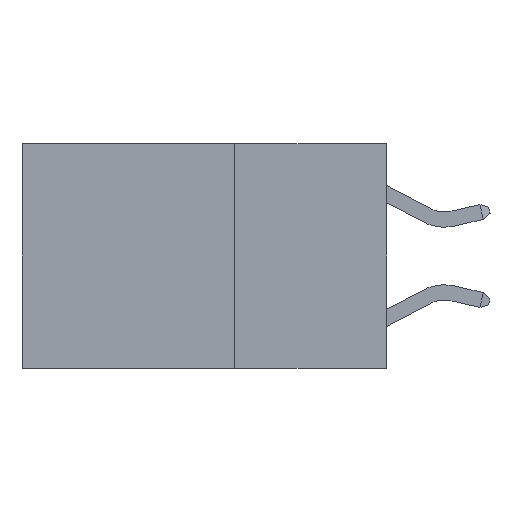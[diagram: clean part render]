
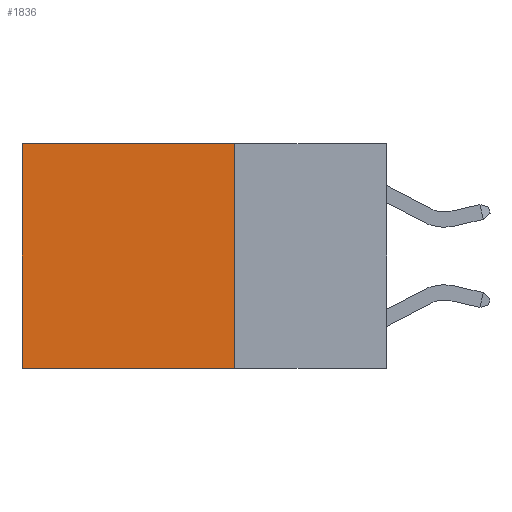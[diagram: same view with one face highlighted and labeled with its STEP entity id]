
A CAD part, left-side view. The second image highlights one B-rep face of the part: STEP entity #1836.
In plain terms, the highlighted planar face has unit normal (-1, 0, 0).
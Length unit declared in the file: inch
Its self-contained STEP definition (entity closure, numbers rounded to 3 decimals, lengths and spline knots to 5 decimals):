
#327 = DIRECTION ( 'NONE',  ( 0., 0., -1. ) ) ;
#453 = LINE ( 'NONE', #3850, #2722 ) ;
#580 = EDGE_CURVE ( 'NONE', #6700, #9104, #9202, .T. ) ;
#614 = EDGE_CURVE ( 'NONE', #9013, #9104, #2928, .T. ) ;
#830 = CARTESIAN_POINT ( 'NONE',  ( 0.2625, 0.25, 0. ) ) ;
#952 = ORIENTED_EDGE ( 'NONE', *, *, #580, .F. ) ;
#1552 = FACE_OUTER_BOUND ( 'NONE', #9146, .T. ) ;
#1836 = ADVANCED_FACE ( 'NONE', ( #1552 ), #4965, .F. ) ;
#2380 = CARTESIAN_POINT ( 'NONE',  ( 0.2625, 0.6, 0. ) ) ;
#2618 = EDGE_CURVE ( 'NONE', #3348, #9013, #453, .T. ) ;
#2722 = VECTOR ( 'NONE', #8371, 39.37008 ) ;
#2928 = LINE ( 'NONE', #2380, #4661 ) ;
#3222 = CARTESIAN_POINT ( 'NONE',  ( 0.2625, 0.25, -0.37 ) ) ;
#3348 = VERTEX_POINT ( 'NONE', #830 ) ;
#3850 = CARTESIAN_POINT ( 'NONE',  ( 0.2625, 0.25, 0. ) ) ;
#4229 = CARTESIAN_POINT ( 'NONE',  ( 0.2625, 0.25, 0. ) ) ;
#4661 = VECTOR ( 'NONE', #4842, 39.37008 ) ;
#4842 = DIRECTION ( 'NONE',  ( 0., 0., -1. ) ) ;
#4965 = PLANE ( 'NONE',  #7440 ) ;
#5097 = VECTOR ( 'NONE', #6037, 39.37008 ) ;
#5306 = ORIENTED_EDGE ( 'NONE', *, *, #5655, .F. ) ;
#5655 = EDGE_CURVE ( 'NONE', #3348, #6700, #9975, .T. ) ;
#5848 = VECTOR ( 'NONE', #327, 39.37008 ) ;
#5939 = CARTESIAN_POINT ( 'NONE',  ( 0.2625, 0.25, -0.37 ) ) ;
#6037 = DIRECTION ( 'NONE',  ( 0., 1., 0. ) ) ;
#6439 = DIRECTION ( 'NONE',  ( 1., 0., 0. ) ) ;
#6700 = VERTEX_POINT ( 'NONE', #5939 ) ;
#7106 = ORIENTED_EDGE ( 'NONE', *, *, #614, .T. ) ;
#7133 = CARTESIAN_POINT ( 'NONE',  ( 0.2625, 0.6, 0. ) ) ;
#7440 = AXIS2_PLACEMENT_3D ( 'NONE', #4229, #6439, #10336 ) ;
#8371 = DIRECTION ( 'NONE',  ( 0., 1., 0. ) ) ;
#9013 = VERTEX_POINT ( 'NONE', #7133 ) ;
#9104 = VERTEX_POINT ( 'NONE', #10287 ) ;
#9146 = EDGE_LOOP ( 'NONE', ( #7106, #952, #5306, #9442 ) ) ;
#9202 = LINE ( 'NONE', #3222, #5097 ) ;
#9442 = ORIENTED_EDGE ( 'NONE', *, *, #2618, .T. ) ;
#9946 = CARTESIAN_POINT ( 'NONE',  ( 0.2625, 0.25, 0. ) ) ;
#9975 = LINE ( 'NONE', #9946, #5848 ) ;
#10287 = CARTESIAN_POINT ( 'NONE',  ( 0.2625, 0.6, -0.37 ) ) ;
#10336 = DIRECTION ( 'NONE',  ( 0., 0., -1. ) ) ;
